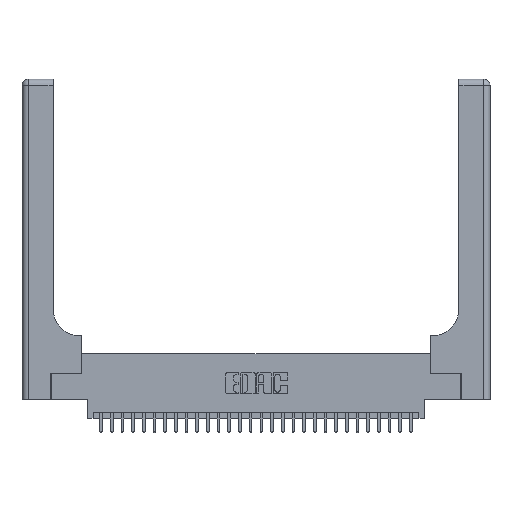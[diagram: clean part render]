
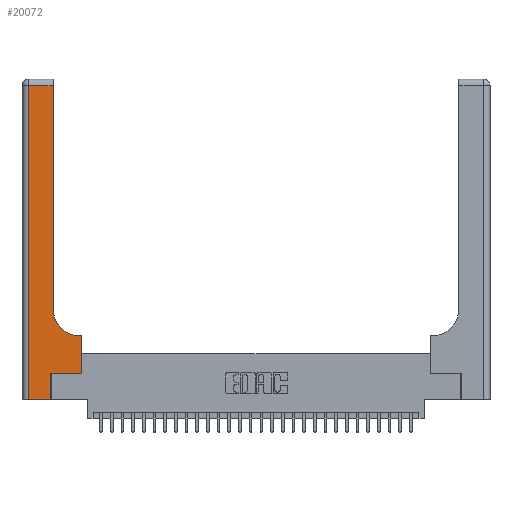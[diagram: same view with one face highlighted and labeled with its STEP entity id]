
A CAD part, top view. The second image highlights one B-rep face of the part: STEP entity #20072.
In plain terms, the highlighted planar face has unit normal (0, 0, 1).
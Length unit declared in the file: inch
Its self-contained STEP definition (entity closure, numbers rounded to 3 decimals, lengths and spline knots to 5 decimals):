
#995 = CARTESIAN_POINT ( 'NONE',  ( 0.269, 0., 0.37 ) ) ;
#2183 = EDGE_CURVE ( 'NONE', #13895, #26806, #7610, .T. ) ;
#2720 = VERTEX_POINT ( 'NONE', #23716 ) ;
#2721 = LINE ( 'NONE', #12219, #20198 ) ;
#3379 = VECTOR ( 'NONE', #16150, 39.37008 ) ;
#3557 = VECTOR ( 'NONE', #5760, 39.37008 ) ;
#4063 = VECTOR ( 'NONE', #20669, 39.37008 ) ;
#4837 = LINE ( 'NONE', #27523, #4063 ) ;
#5071 = CARTESIAN_POINT ( 'NONE',  ( 0.269, 0.25, 0.37 ) ) ;
#5322 = VERTEX_POINT ( 'NONE', #17285 ) ;
#5691 = CARTESIAN_POINT ( 'NONE',  ( 0.06, 2.94, 0.37 ) ) ;
#5760 = DIRECTION ( 'NONE',  ( 0., -1., 0. ) ) ;
#6470 = CARTESIAN_POINT ( 'NONE',  ( 0.2915, 0.6, 0.37 ) ) ;
#6715 = EDGE_CURVE ( 'NONE', #17827, #20712, #2721, .T. ) ;
#6762 = EDGE_CURVE ( 'NONE', #14183, #5322, #25643, .T. ) ;
#7005 = AXIS2_PLACEMENT_3D ( 'NONE', #9354, #25722, #11719 ) ;
#7610 = LINE ( 'NONE', #21905, #13130 ) ;
#8243 = CARTESIAN_POINT ( 'NONE',  ( 0.5585, 0.25, 0.37 ) ) ;
#8799 = AXIS2_PLACEMENT_3D ( 'NONE', #24099, #10067, #26409 ) ;
#8874 = DIRECTION ( 'NONE',  ( -1., 0., 0. ) ) ;
#9354 = CARTESIAN_POINT ( 'NONE',  ( 0., 3., 0.37 ) ) ;
#9425 = ORIENTED_EDGE ( 'NONE', *, *, #12033, .T. ) ;
#10025 = VERTEX_POINT ( 'NONE', #5071 ) ;
#10067 = DIRECTION ( 'NONE',  ( 0., 0., -1. ) ) ;
#10245 = VERTEX_POINT ( 'NONE', #995 ) ;
#10438 = ORIENTED_EDGE ( 'NONE', *, *, #6715, .T. ) ;
#10513 = CARTESIAN_POINT ( 'NONE',  ( 0.2915, 3., 0.37 ) ) ;
#10907 = EDGE_CURVE ( 'NONE', #20712, #2720, #28557, .T. ) ;
#10920 = ORIENTED_EDGE ( 'NONE', *, *, #10907, .T. ) ;
#11009 = VECTOR ( 'NONE', #26849, 39.37008 ) ;
#11292 = CARTESIAN_POINT ( 'NONE',  ( 0.269, 0.25, 0.37 ) ) ;
#11719 = DIRECTION ( 'NONE',  ( -1., 0., 0. ) ) ;
#11846 = VECTOR ( 'NONE', #19139, 39.37008 ) ;
#12033 = EDGE_CURVE ( 'NONE', #5322, #17827, #29579, .T. ) ;
#12219 = CARTESIAN_POINT ( 'NONE',  ( 0., 2.94, 0.37 ) ) ;
#12275 = ORIENTED_EDGE ( 'NONE', *, *, #19490, .T. ) ;
#12672 = ORIENTED_EDGE ( 'NONE', *, *, #18147, .T. ) ;
#13078 = ORIENTED_EDGE ( 'NONE', *, *, #16779, .T. ) ;
#13130 = VECTOR ( 'NONE', #26538, 39.37008 ) ;
#13147 = ORIENTED_EDGE ( 'NONE', *, *, #2183, .T. ) ;
#13411 = ORIENTED_EDGE ( 'NONE', *, *, #28253, .T. ) ;
#13781 = ORIENTED_EDGE ( 'NONE', *, *, #6762, .T. ) ;
#13895 = VERTEX_POINT ( 'NONE', #8243 ) ;
#14183 = VERTEX_POINT ( 'NONE', #16397 ) ;
#14513 = CARTESIAN_POINT ( 'NONE',  ( 0.5585, 0.6, 0.37 ) ) ;
#16150 = DIRECTION ( 'NONE',  ( 1., 0., 0. ) ) ;
#16397 = CARTESIAN_POINT ( 'NONE',  ( 0.5415, 0.6, 0.37 ) ) ;
#16779 = EDGE_CURVE ( 'NONE', #10025, #13895, #29838, .T. ) ;
#16801 = CARTESIAN_POINT ( 'NONE',  ( 0., 0., 0.37 ) ) ;
#17078 = CARTESIAN_POINT ( 'NONE',  ( 0.2915, 2.94, 0.37 ) ) ;
#17285 = CARTESIAN_POINT ( 'NONE',  ( 0.2915, 0.85, 0.37 ) ) ;
#17827 = VERTEX_POINT ( 'NONE', #17078 ) ;
#18147 = EDGE_CURVE ( 'NONE', #10245, #10025, #4837, .T. ) ;
#18159 = VECTOR ( 'NONE', #8874, 39.37008 ) ;
#19139 = DIRECTION ( 'NONE',  ( 1., 0., 0. ) ) ;
#19490 = EDGE_CURVE ( 'NONE', #2720, #10245, #24292, .T. ) ;
#19809 = CARTESIAN_POINT ( 'NONE',  ( 0.06, 3., 0.37 ) ) ;
#20072 = ADVANCED_FACE ( 'NONE', ( #27502 ), #23416, .F. ) ;
#20198 = VECTOR ( 'NONE', #21582, 39.37008 ) ;
#20669 = DIRECTION ( 'NONE',  ( 0., 1., 0. ) ) ;
#20712 = VERTEX_POINT ( 'NONE', #5691 ) ;
#21582 = DIRECTION ( 'NONE',  ( -1., 0., 0. ) ) ;
#21905 = CARTESIAN_POINT ( 'NONE',  ( 0.5585, 0.25, 0.37 ) ) ;
#23416 = PLANE ( 'NONE',  #7005 ) ;
#23716 = CARTESIAN_POINT ( 'NONE',  ( 0.06, 0., 0.37 ) ) ;
#24099 = CARTESIAN_POINT ( 'NONE',  ( 0.5415, 0.85, 0.37 ) ) ;
#24292 = LINE ( 'NONE', #16801, #11846 ) ;
#24365 = LINE ( 'NONE', #6470, #18159 ) ;
#25643 = CIRCLE ( 'NONE', #8799, 0.25 ) ;
#25722 = DIRECTION ( 'NONE',  ( 0., 0., -1. ) ) ;
#26409 = DIRECTION ( 'NONE',  ( 1., 0., 0. ) ) ;
#26538 = DIRECTION ( 'NONE',  ( 0., 1., 0. ) ) ;
#26806 = VERTEX_POINT ( 'NONE', #14513 ) ;
#26849 = DIRECTION ( 'NONE',  ( 0., 1., 0. ) ) ;
#27497 = EDGE_LOOP ( 'NONE', ( #9425, #10438, #10920, #12275, #12672, #13078, #13147, #13411, #13781 ) ) ;
#27502 = FACE_OUTER_BOUND ( 'NONE', #27497, .T. ) ;
#27523 = CARTESIAN_POINT ( 'NONE',  ( 0.269, 0., 0.37 ) ) ;
#28253 = EDGE_CURVE ( 'NONE', #26806, #14183, #24365, .T. ) ;
#28557 = LINE ( 'NONE', #19809, #3557 ) ;
#29579 = LINE ( 'NONE', #10513, #11009 ) ;
#29838 = LINE ( 'NONE', #11292, #3379 ) ;
